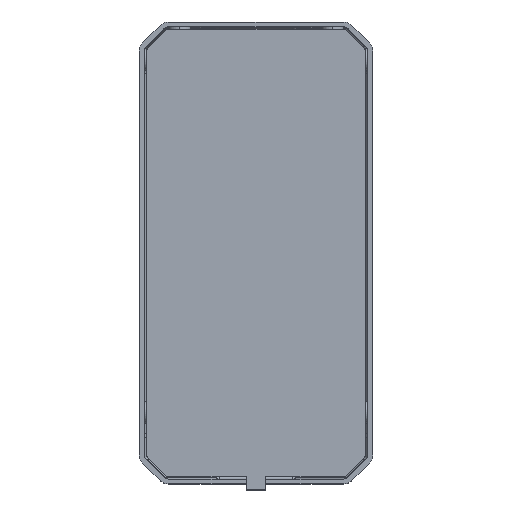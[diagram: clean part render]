
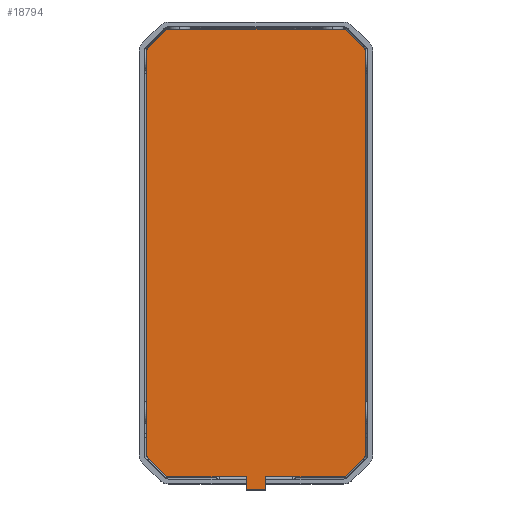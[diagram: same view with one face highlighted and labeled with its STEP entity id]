
A CAD part, top view. The second image highlights one B-rep face of the part: STEP entity #18794.
In plain terms, the highlighted planar face has unit normal (0, 0, 1).
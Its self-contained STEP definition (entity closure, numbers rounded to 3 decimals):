
#18191=DIRECTION('',(0.,-1.,0.));
#18192=VECTOR('',#18191,5.5);
#18193=CARTESIAN_POINT('',(-346.5,100.996,692.));
#18194=LINE('',#18193,#18192);
#18199=DIRECTION('',(-1.,0.,0.));
#18200=VECTOR('',#18199,8.);
#18201=CARTESIAN_POINT('',(-338.5,100.996,692.));
#18202=LINE('',#18201,#18200);
#18207=DIRECTION('',(0.,1.,0.));
#18208=VECTOR('',#18207,5.5);
#18209=CARTESIAN_POINT('',(-338.5,95.496,692.));
#18210=LINE('',#18209,#18208);
#18215=DIRECTION('',(-1.,0.,0.));
#18216=VECTOR('',#18215,31.929);
#18217=CARTESIAN_POINT('',(-306.571,95.496,692.));
#18218=LINE('',#18217,#18216);
#18239=DIRECTION('',(0.,1.,0.));
#18240=VECTOR('',#18239,165.858);
#18241=CARTESIAN_POINT('',(-297.5,-79.433,692.));
#18242=LINE('',#18241,#18240);
#18259=DIRECTION('',(1.,0.,0.));
#18260=VECTOR('',#18259,71.858);
#18261=CARTESIAN_POINT('',(-378.429,-88.504,692.));
#18262=LINE('',#18261,#18260);
#18279=DIRECTION('',(0.,-1.,0.));
#18280=VECTOR('',#18279,165.858);
#18281=CARTESIAN_POINT('',(-387.5,86.425,692.));
#18282=LINE('',#18281,#18280);
#18299=DIRECTION('',(-1.,0.,0.));
#18300=VECTOR('',#18299,31.929);
#18301=CARTESIAN_POINT('',(-346.5,95.496,692.));
#18302=LINE('',#18301,#18300);
#18303=CARTESIAN_POINT('',(-385.5,86.425,692.));
#18304=DIRECTION('',(0.,0.,-1.));
#18305=DIRECTION('',(-1.,0.,0.));
#18306=AXIS2_PLACEMENT_3D('',#18303,#18304,#18305);
#18308=DIRECTION('',(0.707,0.707,0.));
#18309=VECTOR('',#18308,10.);
#18310=CARTESIAN_POINT('',(-386.914,87.839,692.));
#18311=LINE('',#18310,#18309);
#18312=CARTESIAN_POINT('',(-378.429,93.496,692.));
#18313=DIRECTION('',(0.,0.,-1.));
#18314=DIRECTION('',(-0.707,0.707,0.));
#18315=AXIS2_PLACEMENT_3D('',#18312,#18313,#18314);
#18317=CARTESIAN_POINT('',(-306.571,93.496,692.));
#18318=DIRECTION('',(0.,0.,-1.));
#18319=DIRECTION('',(0.,1.,0.));
#18320=AXIS2_PLACEMENT_3D('',#18317,#18318,#18319);
#18322=DIRECTION('',(0.707,-0.707,0.));
#18323=VECTOR('',#18322,10.);
#18324=CARTESIAN_POINT('',(-305.157,94.91,692.));
#18325=LINE('',#18324,#18323);
#18326=CARTESIAN_POINT('',(-299.5,86.425,692.));
#18327=DIRECTION('',(0.,0.,-1.));
#18328=DIRECTION('',(0.707,0.707,0.));
#18329=AXIS2_PLACEMENT_3D('',#18326,#18327,#18328);
#18331=CARTESIAN_POINT('',(-299.5,-79.433,692.));
#18332=DIRECTION('',(0.,0.,-1.));
#18333=DIRECTION('',(1.,0.,0.));
#18334=AXIS2_PLACEMENT_3D('',#18331,#18332,#18333);
#18336=DIRECTION('',(-0.707,-0.707,0.));
#18337=VECTOR('',#18336,10.);
#18338=CARTESIAN_POINT('',(-298.086,-80.847,692.));
#18339=LINE('',#18338,#18337);
#18340=CARTESIAN_POINT('',(-306.571,-86.504,692.));
#18341=DIRECTION('',(0.,0.,-1.));
#18342=DIRECTION('',(0.707,-0.707,0.));
#18343=AXIS2_PLACEMENT_3D('',#18340,#18341,#18342);
#18345=CARTESIAN_POINT('',(-378.429,-86.504,692.));
#18346=DIRECTION('',(0.,0.,-1.));
#18347=DIRECTION('',(0.,-1.,0.));
#18348=AXIS2_PLACEMENT_3D('',#18345,#18346,#18347);
#18350=DIRECTION('',(-0.707,0.707,0.));
#18351=VECTOR('',#18350,10.);
#18352=CARTESIAN_POINT('',(-379.843,-87.918,692.));
#18353=LINE('',#18352,#18351);
#18354=CARTESIAN_POINT('',(-385.5,-79.433,692.));
#18355=DIRECTION('',(0.,0.,-1.));
#18356=DIRECTION('',(-0.707,-0.707,0.));
#18357=AXIS2_PLACEMENT_3D('',#18354,#18355,#18356);
#18399=CARTESIAN_POINT('',(-346.5,100.996,692.));
#18400=VERTEX_POINT('',#18399);
#18401=CARTESIAN_POINT('',(-346.5,95.496,692.));
#18402=VERTEX_POINT('',#18401);
#18403=CARTESIAN_POINT('',(-338.5,100.996,692.));
#18404=VERTEX_POINT('',#18403);
#18405=CARTESIAN_POINT('',(-338.5,95.496,692.));
#18406=VERTEX_POINT('',#18405);
#18407=CARTESIAN_POINT('',(-306.571,95.496,692.));
#18408=VERTEX_POINT('',#18407);
#18409=CARTESIAN_POINT('',(-305.157,94.91,692.));
#18410=VERTEX_POINT('',#18409);
#18411=CARTESIAN_POINT('',(-298.086,87.839,692.));
#18412=VERTEX_POINT('',#18411);
#18413=CARTESIAN_POINT('',(-297.5,86.425,692.));
#18414=VERTEX_POINT('',#18413);
#18415=CARTESIAN_POINT('',(-297.5,-79.433,692.));
#18416=VERTEX_POINT('',#18415);
#18417=CARTESIAN_POINT('',(-298.086,-80.847,692.));
#18418=VERTEX_POINT('',#18417);
#18419=CARTESIAN_POINT('',(-305.157,-87.918,692.));
#18420=VERTEX_POINT('',#18419);
#18421=CARTESIAN_POINT('',(-306.571,-88.504,692.));
#18422=VERTEX_POINT('',#18421);
#18423=CARTESIAN_POINT('',(-378.429,-88.504,692.));
#18424=VERTEX_POINT('',#18423);
#18425=CARTESIAN_POINT('',(-379.843,-87.918,692.));
#18426=VERTEX_POINT('',#18425);
#18427=CARTESIAN_POINT('',(-386.914,-80.847,692.));
#18428=VERTEX_POINT('',#18427);
#18429=CARTESIAN_POINT('',(-387.5,-79.433,692.));
#18430=VERTEX_POINT('',#18429);
#18431=CARTESIAN_POINT('',(-387.5,86.425,692.));
#18432=VERTEX_POINT('',#18431);
#18433=CARTESIAN_POINT('',(-386.914,87.839,692.));
#18434=VERTEX_POINT('',#18433);
#18435=CARTESIAN_POINT('',(-379.843,94.91,692.));
#18436=VERTEX_POINT('',#18435);
#18437=CARTESIAN_POINT('',(-378.429,95.496,692.));
#18438=VERTEX_POINT('',#18437);
#18767=CARTESIAN_POINT('',(-378.429,93.496,692.));
#18768=DIRECTION('',(0.,0.,-1.));
#18769=DIRECTION('',(-1.,0.,0.));
#18770=AXIS2_PLACEMENT_3D('',#18767,#18768,#18769);
#18771=PLANE('',#18770);
#18772=ORIENTED_EDGE('',*,*,#18720,.T.);
#18773=ORIENTED_EDGE('',*,*,#18734,.T.);
#18774=ORIENTED_EDGE('',*,*,#18748,.T.);
#18775=ORIENTED_EDGE('',*,*,#18761,.F.);
#18776=ORIENTED_EDGE('',*,*,#18495,.F.);
#18777=ORIENTED_EDGE('',*,*,#18510,.F.);
#18778=ORIENTED_EDGE('',*,*,#18524,.F.);
#18779=ORIENTED_EDGE('',*,*,#18538,.F.);
#18780=ORIENTED_EDGE('',*,*,#18552,.T.);
#18781=ORIENTED_EDGE('',*,*,#18566,.T.);
#18782=ORIENTED_EDGE('',*,*,#18580,.T.);
#18783=ORIENTED_EDGE('',*,*,#18594,.F.);
#18784=ORIENTED_EDGE('',*,*,#18608,.T.);
#18785=ORIENTED_EDGE('',*,*,#18622,.T.);
#18786=ORIENTED_EDGE('',*,*,#18636,.T.);
#18787=ORIENTED_EDGE('',*,*,#18650,.F.);
#18788=ORIENTED_EDGE('',*,*,#18664,.T.);
#18789=ORIENTED_EDGE('',*,*,#18678,.T.);
#18790=ORIENTED_EDGE('',*,*,#18692,.T.);
#18791=ORIENTED_EDGE('',*,*,#18706,.F.);
#18792=EDGE_LOOP('',(#18772,#18773,#18774,#18775,#18776,#18777,#18778,#18779,
#18780,#18781,#18782,#18783,#18784,#18785,#18786,#18787,#18788,#18789,#18790,
#18791));
#18793=FACE_OUTER_BOUND('',#18792,.F.);
#18794=ADVANCED_FACE('',(#18793),#18771,.F.);
#18307=CIRCLE('',#18306,2.);
#18316=CIRCLE('',#18315,2.);
#18321=CIRCLE('',#18320,2.);
#18330=CIRCLE('',#18329,2.);
#18335=CIRCLE('',#18334,2.);
#18344=CIRCLE('',#18343,2.);
#18349=CIRCLE('',#18348,2.);
#18358=CIRCLE('',#18357,2.);
#18495=EDGE_CURVE('',#18400,#18402,#18194,.T.);
#18510=EDGE_CURVE('',#18404,#18400,#18202,.T.);
#18524=EDGE_CURVE('',#18406,#18404,#18210,.T.);
#18538=EDGE_CURVE('',#18408,#18406,#18218,.T.);
#18552=EDGE_CURVE('',#18408,#18410,#18321,.T.);
#18566=EDGE_CURVE('',#18410,#18412,#18325,.T.);
#18580=EDGE_CURVE('',#18412,#18414,#18330,.T.);
#18594=EDGE_CURVE('',#18416,#18414,#18242,.T.);
#18608=EDGE_CURVE('',#18416,#18418,#18335,.T.);
#18622=EDGE_CURVE('',#18418,#18420,#18339,.T.);
#18636=EDGE_CURVE('',#18420,#18422,#18344,.T.);
#18650=EDGE_CURVE('',#18424,#18422,#18262,.T.);
#18664=EDGE_CURVE('',#18424,#18426,#18349,.T.);
#18678=EDGE_CURVE('',#18426,#18428,#18353,.T.);
#18692=EDGE_CURVE('',#18428,#18430,#18358,.T.);
#18706=EDGE_CURVE('',#18432,#18430,#18282,.T.);
#18720=EDGE_CURVE('',#18432,#18434,#18307,.T.);
#18734=EDGE_CURVE('',#18434,#18436,#18311,.T.);
#18748=EDGE_CURVE('',#18436,#18438,#18316,.T.);
#18761=EDGE_CURVE('',#18402,#18438,#18302,.T.);
